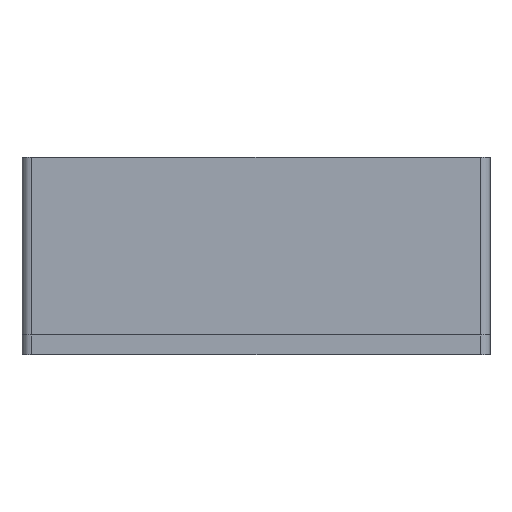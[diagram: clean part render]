
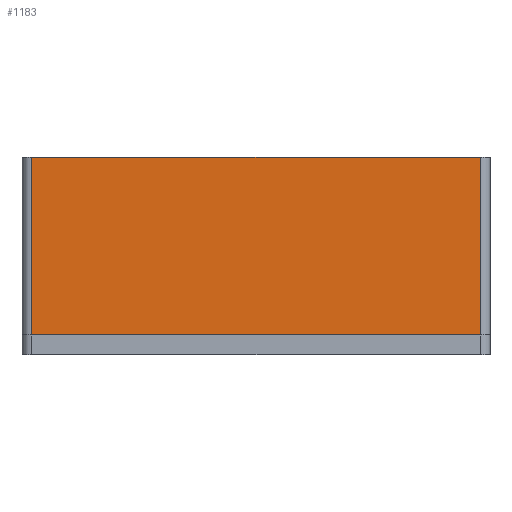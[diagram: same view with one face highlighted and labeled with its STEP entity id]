
A CAD part, left-side view. The second image highlights one B-rep face of the part: STEP entity #1183.
In plain terms, the highlighted planar face has unit normal (-1, 0, 0).
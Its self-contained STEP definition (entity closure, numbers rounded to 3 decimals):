
#327 = VERTEX_POINT('',#328);
#328 = CARTESIAN_POINT('',(-33.4,-45.4,4.));
#335 = EDGE_CURVE('',#336,#327,#338,.T.);
#336 = VERTEX_POINT('',#337);
#337 = CARTESIAN_POINT('',(-33.4,45.4,4.));
#338 = LINE('',#339,#340);
#339 = CARTESIAN_POINT('',(-33.4,22.7,4.));
#340 = VECTOR('',#341,1.);
#341 = DIRECTION('',(0.,-1.,0.));
#632 = VERTEX_POINT('',#633);
#633 = CARTESIAN_POINT('',(-33.4,45.4,40.));
#640 = EDGE_CURVE('',#336,#632,#641,.T.);
#641 = LINE('',#642,#643);
#642 = CARTESIAN_POINT('',(-33.4,45.4,0.));
#643 = VECTOR('',#644,1.);
#644 = DIRECTION('',(0.,0.,1.));
#680 = EDGE_CURVE('',#632,#681,#683,.T.);
#681 = VERTEX_POINT('',#682);
#682 = CARTESIAN_POINT('',(-33.4,-45.4,40.));
#683 = LINE('',#684,#685);
#684 = CARTESIAN_POINT('',(-33.4,45.4,40.));
#685 = VECTOR('',#686,1.);
#686 = DIRECTION('',(0.,-1.,0.));
#1183 = ADVANCED_FACE('',(#1184),#1195,.F.);
#1184 = FACE_BOUND('',#1185,.F.);
#1185 = EDGE_LOOP('',(#1186,#1187,#1188,#1189));
#1186 = ORIENTED_EDGE('',*,*,#335,.F.);
#1187 = ORIENTED_EDGE('',*,*,#640,.T.);
#1188 = ORIENTED_EDGE('',*,*,#680,.T.);
#1189 = ORIENTED_EDGE('',*,*,#1190,.F.);
#1190 = EDGE_CURVE('',#327,#681,#1191,.T.);
#1191 = LINE('',#1192,#1193);
#1192 = CARTESIAN_POINT('',(-33.4,-45.4,0.));
#1193 = VECTOR('',#1194,1.);
#1194 = DIRECTION('',(0.,0.,1.));
#1195 = PLANE('',#1196);
#1196 = AXIS2_PLACEMENT_3D('',#1197,#1198,#1199);
#1197 = CARTESIAN_POINT('',(-33.4,45.4,0.));
#1198 = DIRECTION('',(1.,0.,0.));
#1199 = DIRECTION('',(0.,-1.,0.));
